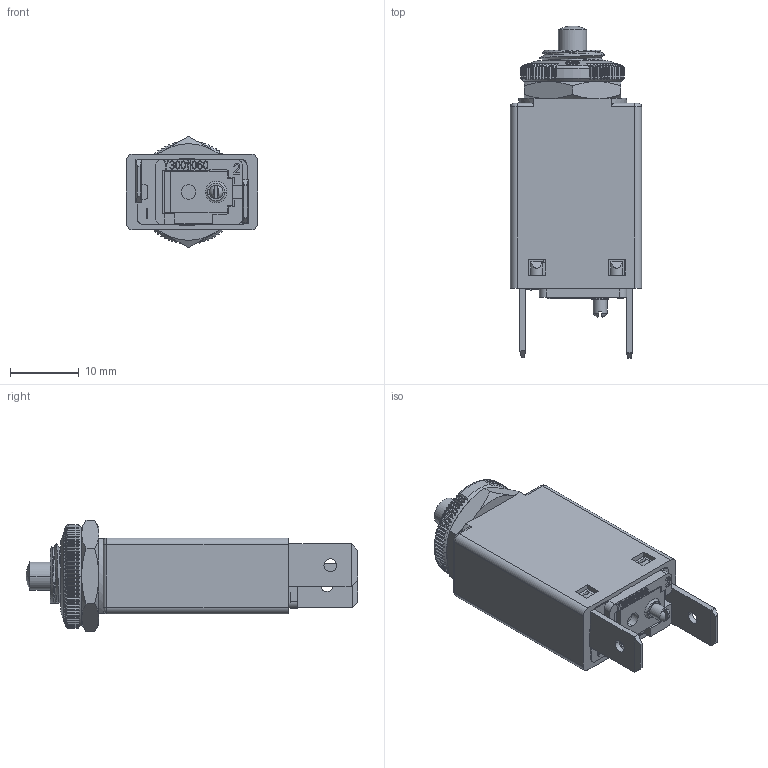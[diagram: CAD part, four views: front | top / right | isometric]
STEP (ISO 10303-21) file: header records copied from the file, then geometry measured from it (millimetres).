
FILE_DESCRIPTION((''),'2;1');
FILE_NAME('DUMMY-106-P10-BIS6A','2024-02-29T11:19:49',('wschmidt'),(''),'CREO PARAMETRIC BY PTC INC, 2022484','CREO PARAMETRIC BY PTC INC, 2022484','');
FILE_SCHEMA(('AUTOMOTIVE_DESIGN { 1 0 10303 214 1 1 1 1 }'));
Products named in the file (1): DUMMY-106-P10-BIS6A
Bounding box: 19 x 48.11 x 16.17 mm (x, y, z)
Volume: 6800.6 mm3; surface area: 4042.9 mm2
Topology: 1 solids, 1 shells, 1594 faces, 4254 edges, 2672 vertices
Faces by surface type: plane 800, cone 314, cylinder 218, torus 150, bspline 104, sphere 8
Entity records: 76528 total; most frequent: CARTESIAN_POINT 24397, ORIENTED_EDGE 8504, DIRECTION 7537, PRESENTATION_STYLE_ASSIGNMENT 4316, STYLED_ITEM 4253, CURVE_STYLE 4252, EDGE_CURVE 4252, VERTEX_POINT 2672
